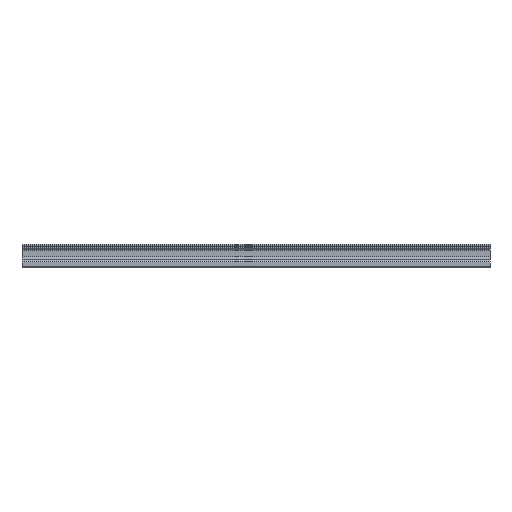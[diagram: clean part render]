
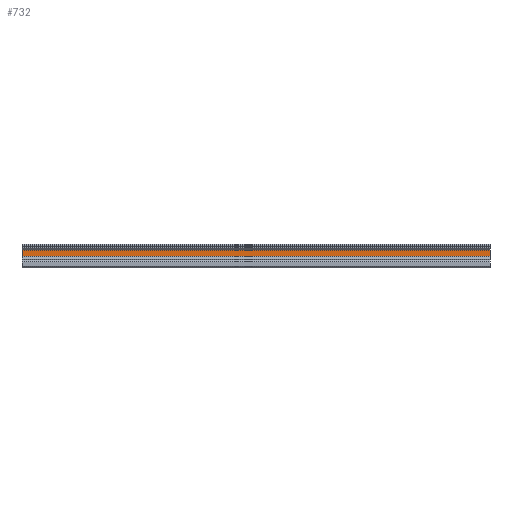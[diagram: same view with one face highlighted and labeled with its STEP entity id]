
A CAD part, left-side view. The second image highlights one B-rep face of the part: STEP entity #732.
In plain terms, the highlighted planar face has unit normal (-1, 0, 0).
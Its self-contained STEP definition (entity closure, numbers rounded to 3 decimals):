
#732=ADVANCED_FACE('',(#1531),#1532,.T.);
#1531=FACE_OUTER_BOUND('',#2374,.T.);
#1532=PLANE('',#2375);
#2374=EDGE_LOOP('',(#4456,#4457,#4458,#4459));
#2375=AXIS2_PLACEMENT_3D('',#4460,#4461,#4462);
#4456=ORIENTED_EDGE('',*,*,#5460,.T.);
#4457=ORIENTED_EDGE('',*,*,#5600,.F.);
#4458=ORIENTED_EDGE('',*,*,#5297,.T.);
#4459=ORIENTED_EDGE('',*,*,#5598,.T.);
#4460=CARTESIAN_POINT('',(-7.35,470.0,14.384));
#4461=DIRECTION('',(-1.0,0.0,0.0));
#4462=DIRECTION('',(0.0,0.0,-1.0));
#5297=EDGE_CURVE('',#6463,#6461,#6464,.T.);
#5460=EDGE_CURVE('',#6744,#6742,#6745,.T.);
#5598=EDGE_CURVE('',#6461,#6744,#6895,.T.);
#5600=EDGE_CURVE('',#6463,#6742,#6897,.T.);
#6461=VERTEX_POINT('',#7978);
#6463=VERTEX_POINT('',#7980);
#6464=LINE('',#7981,#7982);
#6742=VERTEX_POINT('',#8370);
#6744=VERTEX_POINT('',#8372);
#6745=LINE('',#8373,#8374);
#6895=LINE('',#8547,#8548);
#6897=LINE('',#8550,#8551);
#7978=CARTESIAN_POINT('',(-7.35,470.0,11.318));
#7980=CARTESIAN_POINT('',(-7.35,470.0,17.451));
#7981=CARTESIAN_POINT('',(-7.35,470.0,17.451));
#7982=VECTOR('',#9326,1.0);
#8370=CARTESIAN_POINT('',(-7.35,0.0,17.451));
#8372=CARTESIAN_POINT('',(-7.35,0.0,11.318));
#8373=CARTESIAN_POINT('',(-7.35,0.0,17.451));
#8374=VECTOR('',#9521,1.0);
#8547=CARTESIAN_POINT('',(-7.35,470.0,11.318));
#8548=VECTOR('',#9701,1.0);
#8550=CARTESIAN_POINT('',(-7.35,470.0,17.451));
#8551=VECTOR('',#9702,1.0);
#9326=DIRECTION('',(0.0,0.0,-1.0));
#9521=DIRECTION('',(0.0,0.0,1.0));
#9701=DIRECTION('',(0.0,-1.0,0.0));
#9702=DIRECTION('',(0.0,-1.0,0.0));
